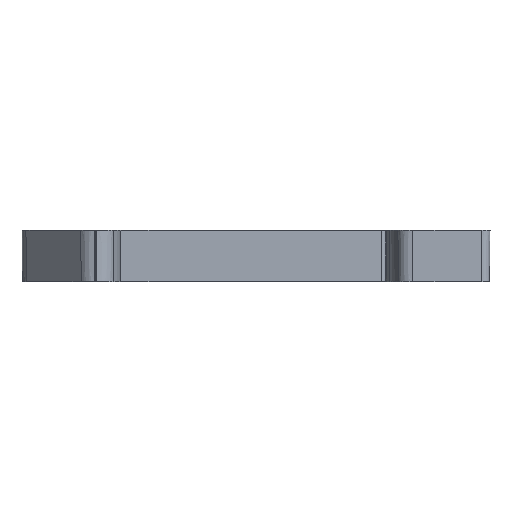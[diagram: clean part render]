
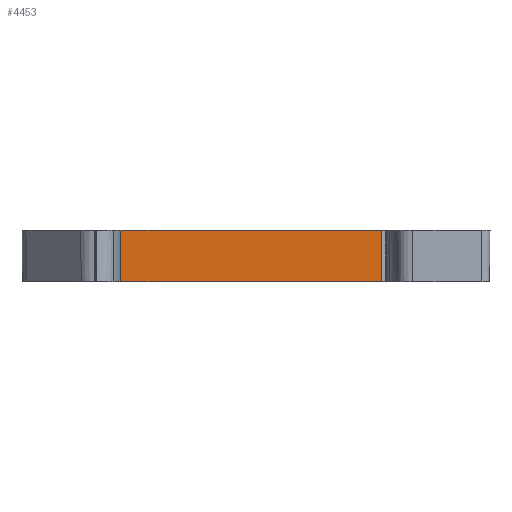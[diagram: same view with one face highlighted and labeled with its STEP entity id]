
A CAD part, left-side view. The second image highlights one B-rep face of the part: STEP entity #4453.
In plain terms, the highlighted planar face has unit normal (-1, 0, -0.009).
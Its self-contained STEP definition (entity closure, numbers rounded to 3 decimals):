
#4395=CARTESIAN_POINT('',(18.81,108.72,49.228));
#4396=VERTEX_POINT('',#4395);
#4404=CARTESIAN_POINT('',(18.864,108.72,43.028));
#4405=VERTEX_POINT('',#4404);
#4406=CARTESIAN_POINT('',(18.81,108.72,49.228));
#4407=DIRECTION('',(0.009,0.,-1.));
#4408=VECTOR('',#4407,6.2);
#4409=LINE('',#4406,#4408);
#4410=EDGE_CURVE('',#4396,#4405,#4409,.T.);
#4423=CARTESIAN_POINT('',(18.837,124.918,46.128));
#4424=DIRECTION('',(0.009,0.,-1.));
#4425=DIRECTION('',(1.,-0.,0.009));
#4426=AXIS2_PLACEMENT_3D('',#4423,#4425,#4424);
#4427=PLANE('',#4426);
#4428=CARTESIAN_POINT('',(18.81,141.116,49.228));
#4429=VERTEX_POINT('',#4428);
#4430=CARTESIAN_POINT('',(18.864,141.116,43.028));
#4431=VERTEX_POINT('',#4430);
#4432=CARTESIAN_POINT('',(18.81,141.116,49.228));
#4433=DIRECTION('',(0.009,0.,-1.));
#4434=VECTOR('',#4433,6.2);
#4435=LINE('',#4432,#4434);
#4436=EDGE_CURVE('',#4429,#4431,#4435,.T.);
#4437=ORIENTED_EDGE('E400',*,*,#4436,.F.);
#4438=CARTESIAN_POINT('',(18.81,141.116,49.228));
#4439=DIRECTION('',(0.,-1.,0.));
#4440=VECTOR('',#4439,32.396);
#4441=LINE('',#4438,#4440);
#4442=EDGE_CURVE('',#4429,#4396,#4441,.T.);
#4443=ORIENTED_EDGE('E401',*,*,#4442,.T.);
#4444=ORIENTED_EDGE('E401',*,*,#4410,.T.);
#4445=CARTESIAN_POINT('',(18.864,141.116,43.028));
#4446=DIRECTION('',(0.,-1.,0.));
#4447=VECTOR('',#4446,32.396);
#4448=LINE('',#4445,#4447);
#4449=EDGE_CURVE('',#4431,#4405,#4448,.T.);
#4450=ORIENTED_EDGE('E402',*,*,#4449,.F.);
#4451=EDGE_LOOP('',(#4437,#4443,#4444,#4450));
#4452=FACE_OUTER_BOUND('',#4451,.F.);
#4453=ADVANCED_FACE('F119',(#4452),#4427,.F.);
